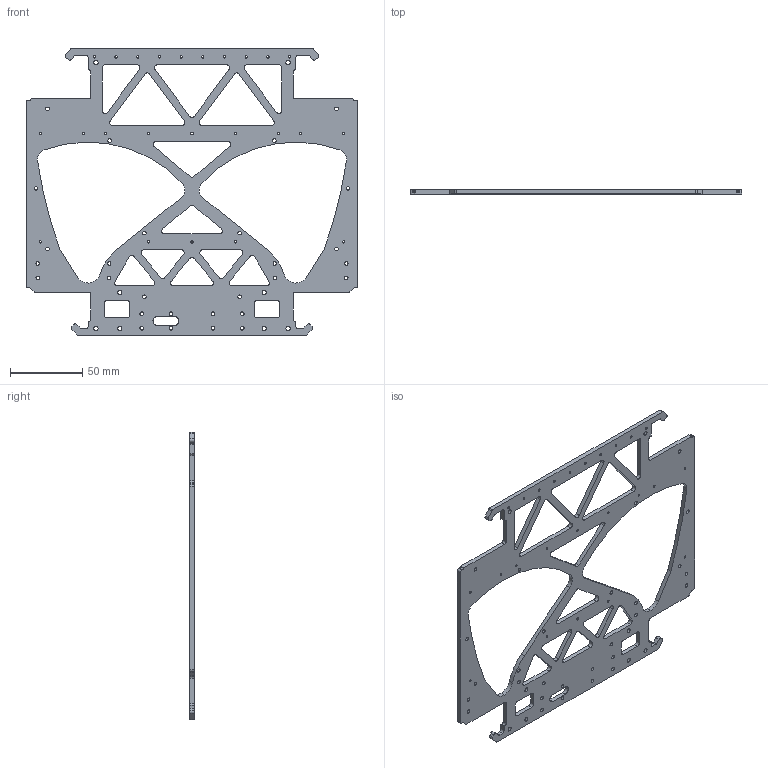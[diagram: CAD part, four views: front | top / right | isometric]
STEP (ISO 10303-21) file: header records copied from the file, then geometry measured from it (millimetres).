
FILE_DESCRIPTION (( 'STEP AP214' ), '1' );
FILE_NAME ('G-USS19-003.STEP', '2018-11-26T07:11:00', ( 'Baume' ), ( '' ), 'SwSTEP 2.0', 'SolidWorks 2016', '' );
FILE_SCHEMA (( 'AUTOMOTIVE_DESIGN' ));
Length unit declared in the file: millimetre
Products named in the file (1): G-USS19-003
Bounding box: 229.2 x 3 x 199 mm (x, y, z)
Volume: 60073.5 mm3; surface area: 50222.3 mm2
Topology: 1 solids, 1 shells, 426 faces, 1168 edges, 744 vertices
Faces by surface type: cylinder 226, cone 104, plane 96
Entity records: 15122 total; most frequent: DIRECTION 2578, CARTESIAN_POINT 2339, ORIENTED_EDGE 2336, EDGE_CURVE 1168, AXIS2_PLACEMENT_3D 983, VERTEX_POINT 744, VECTOR 612, LINE 612
